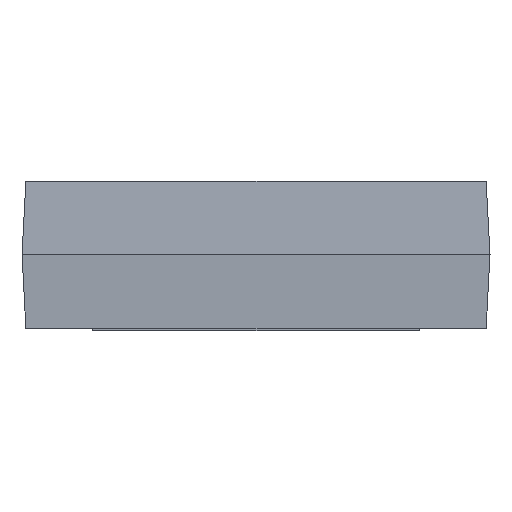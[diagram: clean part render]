
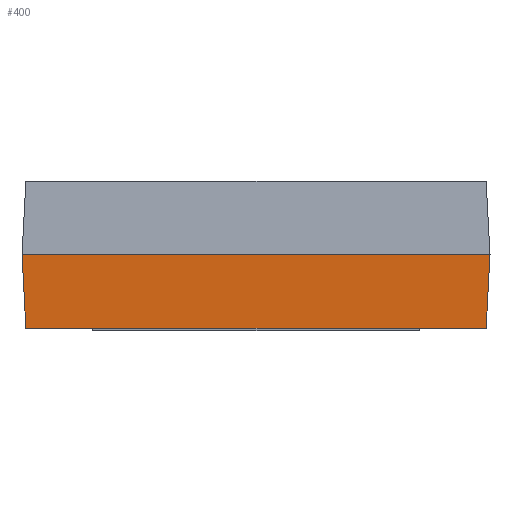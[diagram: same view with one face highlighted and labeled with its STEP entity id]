
A CAD part, left-side view. The second image highlights one B-rep face of the part: STEP entity #400.
In plain terms, the highlighted planar face has unit normal (-0.999, 0, -0.052).
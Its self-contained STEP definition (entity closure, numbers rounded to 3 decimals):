
#400=ADVANCED_FACE('',(#825),#827,.T.);
#825=FACE_BOUND('',#826,.T.);
#826=EDGE_LOOP('',(#1179,#1180,#1181,#1182));
#827=PLANE('',#828);
#828=AXIS2_PLACEMENT_3D('',#829,#830,#831);
#829=CARTESIAN_POINT('',(-3.729,4.229,0.05));
#830=DIRECTION('',(-0.999,-0.,-0.052));
#831=DIRECTION('',(0.,-1.,0.));
#1179=ORIENTED_EDGE('',*,*,#1330,.T.);
#1180=ORIENTED_EDGE('',*,*,#1329,.T.);
#1181=ORIENTED_EDGE('',*,*,#1355,.F.);
#1182=ORIENTED_EDGE('',*,*,#1336,.F.);
#1329=EDGE_CURVE('',#1540,#1537,#1542,.T.);
#1330=EDGE_CURVE('',#1543,#1540,#1544,.T.);
#1336=EDGE_CURVE('',#1543,#1503,#1554,.T.);
#1355=EDGE_CURVE('',#1503,#1537,#1581,.T.);
#1503=VERTEX_POINT('',#1876);
#1537=VERTEX_POINT('',#1950);
#1540=VERTEX_POINT('',#1957);
#1542=LINE('',#1961,#1962);
#1543=VERTEX_POINT('',#1964);
#1544=LINE('',#1965,#1966);
#1554=LINE('',#1987,#1988);
#1581=LINE('',#2052,#2053);
#1876=CARTESIAN_POINT('',(-3.8,4.3,1.4));
#1950=CARTESIAN_POINT('',(-3.8,-4.3,1.4));
#1957=CARTESIAN_POINT('',(-3.729,-4.229,0.05));
#1961=CARTESIAN_POINT('',(-3.729,-4.229,0.05));
#1962=VECTOR('',#1963,1.);
#1963=DIRECTION('',(-0.052,-0.052,0.997));
#1964=CARTESIAN_POINT('',(-3.729,4.229,0.05));
#1965=CARTESIAN_POINT('',(-3.729,4.229,0.05));
#1966=VECTOR('',#1967,1.);
#1967=DIRECTION('',(0.,-1.,0.));
#1987=CARTESIAN_POINT('',(-3.729,4.229,0.05));
#1988=VECTOR('',#1989,1.);
#1989=DIRECTION('',(-0.052,0.052,0.997));
#2052=CARTESIAN_POINT('',(-3.8,4.3,1.4));
#2053=VECTOR('',#2054,1.);
#2054=DIRECTION('',(0.,-1.,0.));
